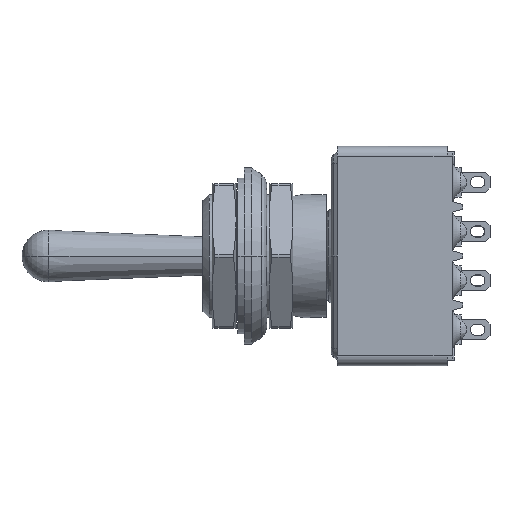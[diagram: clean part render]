
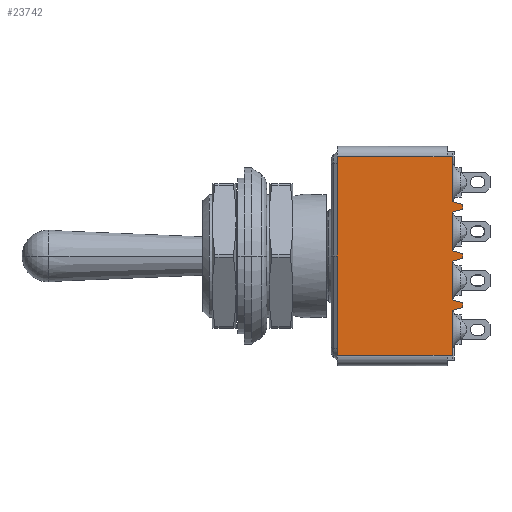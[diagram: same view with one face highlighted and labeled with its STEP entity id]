
A CAD part, left-side view. The second image highlights one B-rep face of the part: STEP entity #23742.
In plain terms, the highlighted planar face has unit normal (-1, 0, 0).
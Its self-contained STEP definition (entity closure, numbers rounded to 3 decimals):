
#4553=DIRECTION('',(0.,0.,1.));
#4554=VECTOR('',#4553,1.875);
#4555=CARTESIAN_POINT('',(-6.6,0.2,5.25));
#4556=LINE('',#4555,#4554);
#4557=DIRECTION('',(0.,-0.966,-0.259));
#4558=VECTOR('',#4557,1.035);
#4559=CARTESIAN_POINT('',(-6.6,0.2,5.25));
#4560=LINE('',#4559,#4558);
#4561=DIRECTION('',(0.,0.,-1.));
#4562=VECTOR('',#4561,0.464);
#4563=CARTESIAN_POINT('',(-6.6,-0.8,4.982));
#4564=LINE('',#4563,#4562);
#4565=DIRECTION('',(0.,0.966,-0.259));
#4566=VECTOR('',#4565,1.035);
#4567=CARTESIAN_POINT('',(-6.6,-0.8,4.518));
#4568=LINE('',#4567,#4566);
#4569=DIRECTION('',(0.,0.,1.));
#4570=VECTOR('',#4569,1.875);
#4571=CARTESIAN_POINT('',(-6.6,0.2,2.375));
#4572=LINE('',#4571,#4570);
#4573=DIRECTION('',(0.,0.,1.));
#4574=VECTOR('',#4573,1.875);
#4575=CARTESIAN_POINT('',(-6.6,0.2,0.5));
#4576=LINE('',#4575,#4574);
#4577=DIRECTION('',(0.,-0.966,-0.259));
#4578=VECTOR('',#4577,1.035);
#4579=CARTESIAN_POINT('',(-6.6,0.2,0.5));
#4580=LINE('',#4579,#4578);
#4581=DIRECTION('',(0.,0.,-1.));
#4582=VECTOR('',#4581,0.464);
#4583=CARTESIAN_POINT('',(-6.6,-0.8,0.232));
#4584=LINE('',#4583,#4582);
#4585=DIRECTION('',(0.,0.966,-0.259));
#4586=VECTOR('',#4585,1.035);
#4587=CARTESIAN_POINT('',(-6.6,-0.8,-0.232));
#4588=LINE('',#4587,#4586);
#4589=DIRECTION('',(0.,0.,1.));
#4590=VECTOR('',#4589,1.875);
#4591=CARTESIAN_POINT('',(-6.6,0.2,-2.375));
#4592=LINE('',#4591,#4590);
#4593=DIRECTION('',(0.,0.,1.));
#4594=VECTOR('',#4593,1.875);
#4595=CARTESIAN_POINT('',(-6.6,0.2,-4.25));
#4596=LINE('',#4595,#4594);
#4597=DIRECTION('',(0.,-0.966,-0.259));
#4598=VECTOR('',#4597,1.035);
#4599=CARTESIAN_POINT('',(-6.6,0.2,-4.25));
#4600=LINE('',#4599,#4598);
#4601=DIRECTION('',(0.,0.,-1.));
#4602=VECTOR('',#4601,0.464);
#4603=CARTESIAN_POINT('',(-6.6,-0.8,-4.518));
#4604=LINE('',#4603,#4602);
#4605=DIRECTION('',(0.,0.966,-0.259));
#4606=VECTOR('',#4605,1.035);
#4607=CARTESIAN_POINT('',(-6.6,-0.8,-4.982));
#4608=LINE('',#4607,#4606);
#4609=DIRECTION('',(0.,0.,1.));
#4610=VECTOR('',#4609,1.875);
#4611=CARTESIAN_POINT('',(-6.6,0.2,-7.125));
#4612=LINE('',#4611,#4610);
#4613=DIRECTION('',(0.,0.,1.));
#4614=VECTOR('',#4613,2.475);
#4615=CARTESIAN_POINT('',(-6.6,0.2,-9.6));
#4616=LINE('',#4615,#4614);
#4617=DIRECTION('',(0.,1.,0.));
#4618=VECTOR('',#4617,0.5);
#4619=CARTESIAN_POINT('',(-6.6,0.2,-9.6));
#4620=LINE('',#4619,#4618);
#4621=DIRECTION('',(0.,-1.,0.));
#4622=VECTOR('',#4621,10.6);
#4623=CARTESIAN_POINT('',(-6.6,11.3,-9.6));
#4624=LINE('',#4623,#4622);
#4625=DIRECTION('',(0.,-1.,0.));
#4626=VECTOR('',#4625,10.6);
#4627=CARTESIAN_POINT('',(-6.6,11.3,9.6));
#4628=LINE('',#4627,#4626);
#4629=DIRECTION('',(0.,1.,0.));
#4630=VECTOR('',#4629,0.5);
#4631=CARTESIAN_POINT('',(-6.6,0.2,9.6));
#4632=LINE('',#4631,#4630);
#4633=DIRECTION('',(0.,0.,1.));
#4634=VECTOR('',#4633,2.475);
#4635=CARTESIAN_POINT('',(-6.6,0.2,7.125));
#4636=LINE('',#4635,#4634);
#4842=DIRECTION('',(0.,0.,1.));
#4843=VECTOR('',#4842,19.2);
#4844=CARTESIAN_POINT('',(-6.6,11.3,-9.6));
#4845=LINE('',#4844,#4843);
#15628=CARTESIAN_POINT('',(-6.6,-0.8,0.232));
#15629=CARTESIAN_POINT('',(-6.6,-0.8,-0.232));
#15630=VERTEX_POINT('',#15628);
#15631=VERTEX_POINT('',#15629);
#15632=CARTESIAN_POINT('',(-6.6,-0.8,-4.518));
#15633=CARTESIAN_POINT('',(-6.6,-0.8,-4.982));
#15634=VERTEX_POINT('',#15632);
#15635=VERTEX_POINT('',#15633);
#15636=CARTESIAN_POINT('',(-6.6,-0.8,4.982));
#15637=CARTESIAN_POINT('',(-6.6,-0.8,4.518));
#15638=VERTEX_POINT('',#15636);
#15639=VERTEX_POINT('',#15637);
#15652=CARTESIAN_POINT('',(-6.6,0.2,0.5));
#15653=VERTEX_POINT('',#15652);
#15654=CARTESIAN_POINT('',(-6.6,0.2,-0.5));
#15655=VERTEX_POINT('',#15654);
#15656=CARTESIAN_POINT('',(-6.6,0.2,-4.25));
#15657=VERTEX_POINT('',#15656);
#15658=CARTESIAN_POINT('',(-6.6,0.2,-5.25));
#15659=VERTEX_POINT('',#15658);
#15660=CARTESIAN_POINT('',(-6.6,0.2,5.25));
#15661=VERTEX_POINT('',#15660);
#15662=CARTESIAN_POINT('',(-6.6,0.2,4.25));
#15663=VERTEX_POINT('',#15662);
#15710=CARTESIAN_POINT('',(-6.6,0.2,-9.6));
#15711=VERTEX_POINT('',#15710);
#15712=CARTESIAN_POINT('',(-6.6,0.2,9.6));
#15713=VERTEX_POINT('',#15712);
#15716=CARTESIAN_POINT('',(-6.6,0.7,-9.6));
#15718=VERTEX_POINT('',#15716);
#15720=CARTESIAN_POINT('',(-6.6,11.3,-9.6));
#15721=VERTEX_POINT('',#15720);
#15723=CARTESIAN_POINT('',(-6.6,0.7,9.6));
#15725=VERTEX_POINT('',#15723);
#15726=CARTESIAN_POINT('',(-6.6,11.3,9.6));
#15727=VERTEX_POINT('',#15726);
#17271=CARTESIAN_POINT('',(-6.6,0.2,2.375));
#17273=VERTEX_POINT('',#17271);
#17309=CARTESIAN_POINT('',(-6.6,0.2,-2.375));
#17311=VERTEX_POINT('',#17309);
#17328=CARTESIAN_POINT('',(-6.6,0.2,-7.125));
#17329=VERTEX_POINT('',#17328);
#18728=CARTESIAN_POINT('',(-6.6,0.2,7.125));
#18730=VERTEX_POINT('',#18728);
#23693=CARTESIAN_POINT('',(-6.6,0.,-10.6));
#23694=DIRECTION('',(-1.,0.,0.));
#23695=DIRECTION('',(0.,0.,1.));
#23696=AXIS2_PLACEMENT_3D('',#23693,#23694,#23695);
#23697=PLANE('',#23696);
#23699=ORIENTED_EDGE('',*,*,#23698,.F.);
#23701=ORIENTED_EDGE('',*,*,#23700,.T.);
#23703=ORIENTED_EDGE('',*,*,#23702,.T.);
#23705=ORIENTED_EDGE('',*,*,#23704,.T.);
#23707=ORIENTED_EDGE('',*,*,#23706,.F.);
#23709=ORIENTED_EDGE('',*,*,#23708,.F.);
#23711=ORIENTED_EDGE('',*,*,#23710,.T.);
#23713=ORIENTED_EDGE('',*,*,#23712,.T.);
#23715=ORIENTED_EDGE('',*,*,#23714,.T.);
#23717=ORIENTED_EDGE('',*,*,#23716,.F.);
#23719=ORIENTED_EDGE('',*,*,#23718,.F.);
#23721=ORIENTED_EDGE('',*,*,#23720,.T.);
#23723=ORIENTED_EDGE('',*,*,#23722,.T.);
#23725=ORIENTED_EDGE('',*,*,#23724,.T.);
#23727=ORIENTED_EDGE('',*,*,#23726,.F.);
#23729=ORIENTED_EDGE('',*,*,#23728,.F.);
#23730=ORIENTED_EDGE('',*,*,#23684,.T.);
#23731=ORIENTED_EDGE('',*,*,#21466,.F.);
#23733=ORIENTED_EDGE('',*,*,#23732,.T.);
#23735=ORIENTED_EDGE('',*,*,#23734,.T.);
#23737=ORIENTED_EDGE('',*,*,#23736,.F.);
#23739=ORIENTED_EDGE('',*,*,#23738,.F.);
#23740=EDGE_LOOP('',(#23699,#23701,#23703,#23705,#23707,#23709,#23711,#23713,
#23715,#23717,#23719,#23721,#23723,#23725,#23727,#23729,#23730,#23731,#23733,
#23735,#23737,#23739));
#23741=FACE_OUTER_BOUND('',#23740,.F.);
#23742=ADVANCED_FACE('',(#23741),#23697,.T.);
#21466=EDGE_CURVE('',#15721,#15718,#4624,.T.);
#23684=EDGE_CURVE('',#15711,#15718,#4620,.T.);
#23698=EDGE_CURVE('',#15661,#18730,#4556,.T.);
#23700=EDGE_CURVE('',#15661,#15638,#4560,.T.);
#23702=EDGE_CURVE('',#15638,#15639,#4564,.T.);
#23704=EDGE_CURVE('',#15639,#15663,#4568,.T.);
#23706=EDGE_CURVE('',#17273,#15663,#4572,.T.);
#23708=EDGE_CURVE('',#15653,#17273,#4576,.T.);
#23710=EDGE_CURVE('',#15653,#15630,#4580,.T.);
#23712=EDGE_CURVE('',#15630,#15631,#4584,.T.);
#23714=EDGE_CURVE('',#15631,#15655,#4588,.T.);
#23716=EDGE_CURVE('',#17311,#15655,#4592,.T.);
#23718=EDGE_CURVE('',#15657,#17311,#4596,.T.);
#23720=EDGE_CURVE('',#15657,#15634,#4600,.T.);
#23722=EDGE_CURVE('',#15634,#15635,#4604,.T.);
#23724=EDGE_CURVE('',#15635,#15659,#4608,.T.);
#23726=EDGE_CURVE('',#17329,#15659,#4612,.T.);
#23728=EDGE_CURVE('',#15711,#17329,#4616,.T.);
#23732=EDGE_CURVE('',#15721,#15727,#4845,.T.);
#23734=EDGE_CURVE('',#15727,#15725,#4628,.T.);
#23736=EDGE_CURVE('',#15713,#15725,#4632,.T.);
#23738=EDGE_CURVE('',#18730,#15713,#4636,.T.);
